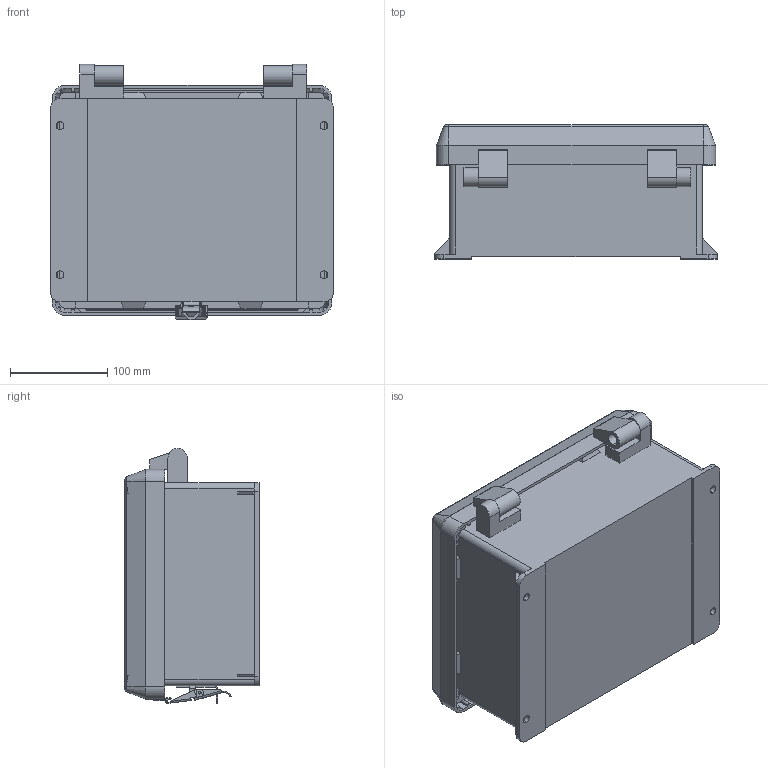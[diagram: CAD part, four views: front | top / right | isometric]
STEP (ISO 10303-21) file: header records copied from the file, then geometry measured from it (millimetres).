
FILE_DESCRIPTION (( 'STEP AP214' ), '1' );
FILE_NAME ('VJ1008NHWPL1.STEP', '2014-08-20T17:11:35', ( '' ), ( '' ), 'SwSTEP 2.0', 'SolidWorks 2013', '' );
FILE_SCHEMA (( 'AUTOMOTIVE_DESIGN' ));
Length unit declared in the file: millimetre
Products named in the file (15): VJ Padlock Latch Keeper; VJNMH-2; VJNMH 2; VJ1008 COVER; VJNMH-1; VJ Padlock Latch; LatchPin_Outer_2; LatchCoverHasp_2; VJNMH; LatchBodyHasp_2; LatchPin_Inner_2; VJ1008NHWPL1 Cover; LatchBase_2; VJ1008NHWPL1; VJ1008 BASE
Assembly tree (16 placements, depth 4):
  VJ1008NHWPL1
    VJ1008 BASE
    VJ1008NHWPL1 Cover
      VJ1008 COVER
      VJNMH
        VJNMH-1
        VJNMH-2
      VJNMH 2
        VJNMH-1
        VJNMH-2
      VJ Padlock Latch Keeper
    VJ Padlock Latch
      LatchBase_2
      LatchCoverHasp_2
      LatchBodyHasp_2
      LatchPin_Inner_2
      LatchPin_Outer_2
Bounding box: 290.88 x 138.23 x 262.7 mm (x, y, z)
Volume: 1096618.5 mm3; surface area: 613502.9 mm2
Topology: 13 solids, 13 shells, 698 faces, 1764 edges, 1148 vertices
Faces by surface type: plane 389, cylinder 237, cone 58, torus 8, bspline 6
Entity records: 21492 total; most frequent: CARTESIAN_POINT 4187, DIRECTION 3461, ORIENTED_EDGE 3378, EDGE_CURVE 1689, AXIS2_PLACEMENT_3D 1180, VECTOR 1101, LINE 1101, VERTEX_POINT 1098
